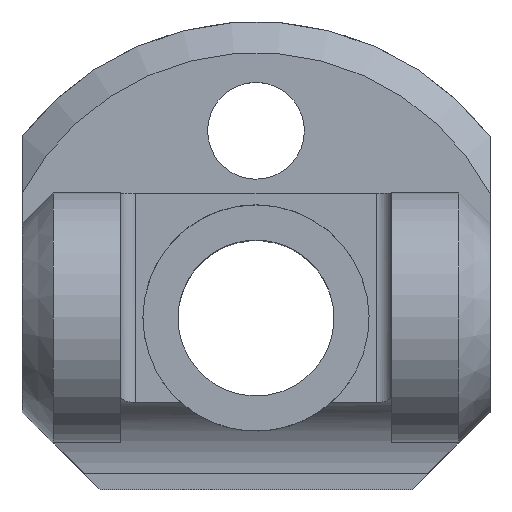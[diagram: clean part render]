
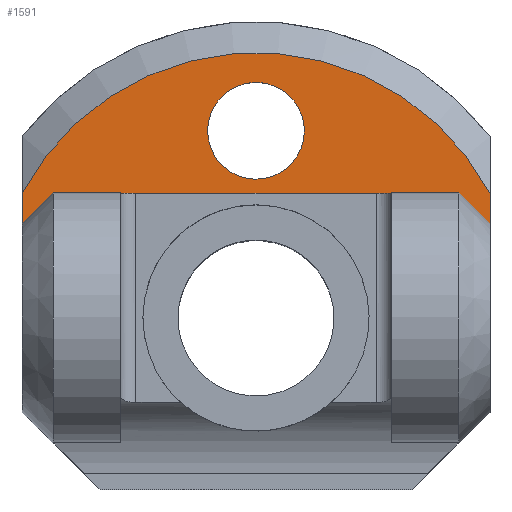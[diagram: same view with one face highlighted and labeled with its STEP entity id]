
A CAD part, top view. The second image highlights one B-rep face of the part: STEP entity #1591.
In plain terms, the highlighted planar face has unit normal (0, 0, 1).
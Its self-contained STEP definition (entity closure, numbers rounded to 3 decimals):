
#299=CARTESIAN_POINT('Vertex',(15.,8.,25.)) ;
#302=CARTESIAN_POINT('Line Origine',(15.,7.,25.)) ;
#306=CARTESIAN_POINT('Vertex',(15.,6.,25.)) ;
#454=CARTESIAN_POINT('Vertex',(-15.,6.,25.)) ;
#457=CARTESIAN_POINT('Line Origine',(-15.,7.,25.)) ;
#461=CARTESIAN_POINT('Vertex',(-15.,8.,25.)) ;
#912=CARTESIAN_POINT('Line Origine',(14.,7.,25.)) ;
#916=CARTESIAN_POINT('Vertex',(13.,8.,25.)) ;
#1013=CARTESIAN_POINT('Line Origine',(0.,8.,25.)) ;
#1017=CARTESIAN_POINT('Vertex',(-13.,8.,25.)) ;
#1062=CARTESIAN_POINT('Axis2P3D Location',(0.,0.,25.)) ;
#1350=CARTESIAN_POINT('Vertex',(-2.721,13.486,25.)) ;
#1353=CARTESIAN_POINT('Axis2P3D Location',(0.,12.,25.)) ;
#1357=CARTESIAN_POINT('Vertex',(-2.721,10.514,25.)) ;
#1360=CARTESIAN_POINT('Axis2P3D Location',(0.,12.,25.)) ;
#1364=CARTESIAN_POINT('Vertex',(2.721,13.486,25.)) ;
#1381=CARTESIAN_POINT('Axis2P3D Location',(0.,12.,25.)) ;
#1455=CARTESIAN_POINT('Line Origine',(-14.,7.,25.)) ;
#1573=CARTESIAN_POINT('Axis2P3D Location',(0.,0.,25.)) ;
#303=DIRECTION('Vector Direction',(0.,1.,0.)) ;
#458=DIRECTION('Vector Direction',(0.,1.,0.)) ;
#913=DIRECTION('Vector Direction',(0.707,-0.707,0.)) ;
#1014=DIRECTION('Vector Direction',(-1.,0.,0.)) ;
#1063=DIRECTION('Axis2P3D Direction',(0.,0.,-1.)) ;
#1064=DIRECTION('Axis2P3D XDirection',(1.,0.,0.)) ;
#1354=DIRECTION('Axis2P3D Direction',(0.,-0.,1.)) ;
#1361=DIRECTION('Axis2P3D Direction',(0.,-0.,1.)) ;
#1382=DIRECTION('Axis2P3D Direction',(0.,-0.,1.)) ;
#1456=DIRECTION('Vector Direction',(-0.707,-0.707,0.)) ;
#1574=DIRECTION('Axis2P3D Direction',(0.,0.,-1.)) ;
#1065=AXIS2_PLACEMENT_3D('Plane Axis2P3D',#1062,#1063,#1064) ;
#1355=AXIS2_PLACEMENT_3D('Circle Axis2P3D',#1353,#1354,$) ;
#1362=AXIS2_PLACEMENT_3D('Circle Axis2P3D',#1360,#1361,$) ;
#1383=AXIS2_PLACEMENT_3D('Circle Axis2P3D',#1381,#1382,$) ;
#1575=AXIS2_PLACEMENT_3D('Circle Axis2P3D',#1573,#1574,$) ;
#1579=ORIENTED_EDGE('',*,*,#1019,.F.) ;
#1580=ORIENTED_EDGE('',*,*,#918,.F.) ;
#1581=ORIENTED_EDGE('',*,*,#308,.T.) ;
#1582=ORIENTED_EDGE('',*,*,#1577,.F.) ;
#1583=ORIENTED_EDGE('',*,*,#463,.T.) ;
#1584=ORIENTED_EDGE('',*,*,#1459,.F.) ;
#1587=ORIENTED_EDGE('',*,*,#1366,.T.) ;
#1588=ORIENTED_EDGE('',*,*,#1359,.T.) ;
#1589=ORIENTED_EDGE('',*,*,#1385,.T.) ;
#1590=FACE_BOUND('',#1586,.T.) ;
#304=VECTOR('Line Direction',#303,1.) ;
#459=VECTOR('Line Direction',#458,1.) ;
#914=VECTOR('Line Direction',#913,1.) ;
#1015=VECTOR('Line Direction',#1014,1.) ;
#1457=VECTOR('Line Direction',#1456,1.) ;
#1591=ADVANCED_FACE('Corps principal',(#1585,#1590),#1066,.F.) ;
#1356=CIRCLE('generated circle',#1355,3.1) ;
#1363=CIRCLE('generated circle',#1362,3.1) ;
#1384=CIRCLE('generated circle',#1383,3.1) ;
#1576=CIRCLE('generated circle',#1575,17.) ;
#308=EDGE_CURVE('',#307,#300,#305,.T.) ;
#463=EDGE_CURVE('',#462,#455,#460,.F.) ;
#918=EDGE_CURVE('',#307,#917,#915,.F.) ;
#1019=EDGE_CURVE('',#917,#1018,#1016,.T.) ;
#1359=EDGE_CURVE('',#1358,#1351,#1356,.F.) ;
#1366=EDGE_CURVE('',#1365,#1358,#1363,.F.) ;
#1385=EDGE_CURVE('',#1351,#1365,#1384,.F.) ;
#1459=EDGE_CURVE('',#1018,#455,#1458,.T.) ;
#1577=EDGE_CURVE('',#462,#300,#1576,.T.) ;
#1578=EDGE_LOOP('',(#1579,#1580,#1581,#1582,#1583,#1584)) ;
#1586=EDGE_LOOP('',(#1587,#1588,#1589)) ;
#1585=FACE_OUTER_BOUND('',#1578,.T.) ;
#305=LINE('Line',#302,#304) ;
#460=LINE('Line',#457,#459) ;
#915=LINE('Line',#912,#914) ;
#1016=LINE('Line',#1013,#1015) ;
#1458=LINE('Line',#1455,#1457) ;
#1066=PLANE('',#1065) ;
#300=VERTEX_POINT('',#299) ;
#307=VERTEX_POINT('',#306) ;
#455=VERTEX_POINT('',#454) ;
#462=VERTEX_POINT('',#461) ;
#917=VERTEX_POINT('',#916) ;
#1018=VERTEX_POINT('',#1017) ;
#1351=VERTEX_POINT('',#1350) ;
#1358=VERTEX_POINT('',#1357) ;
#1365=VERTEX_POINT('',#1364) ;
